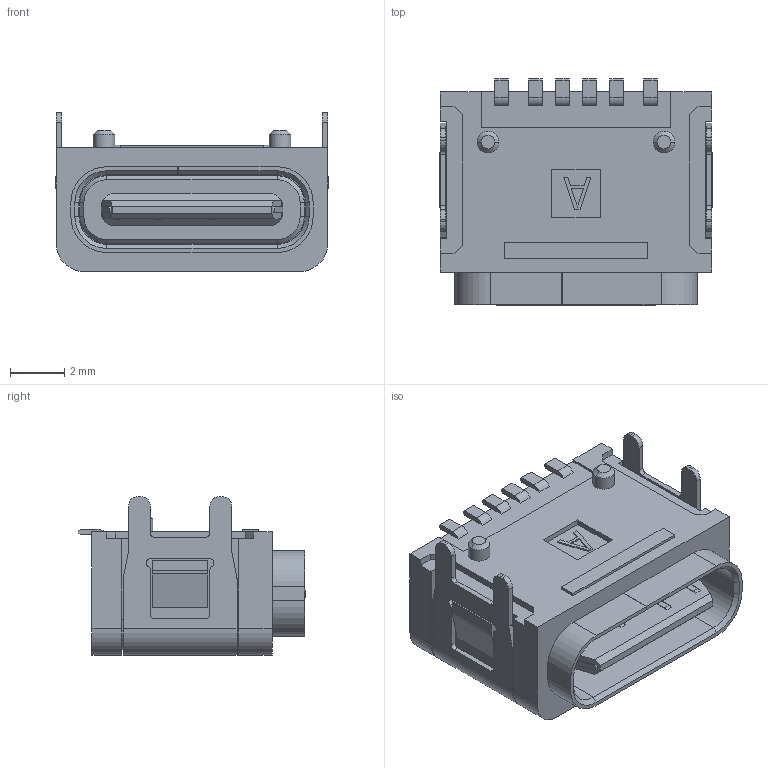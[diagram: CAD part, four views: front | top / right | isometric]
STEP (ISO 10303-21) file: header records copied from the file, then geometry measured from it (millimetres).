
FILE_DESCRIPTION((''),'2;1');
FILE_NAME('HOUSING_31_9_43_4','2020-02-17T',('燠漆顫'),(''),'PRO/ENGINEER BY PARAMETRIC TECHNOLOGY CORPORATION, 2009090','PRO/ENGINEER BY PARAMETRIC TECHNOLOGY CORPORATION, 2009090','');
FILE_SCHEMA(('CONFIG_CONTROL_DESIGN'));
Length unit declared in the file: millimetre
Products named in the file (1): HOUSING_31_9_43_4
Bounding box: 10.05 x 8.34 x 5.86 mm (x, y, z)
Volume: 257.3 mm3; surface area: 680.8 mm2
Topology: 2 solids, 2 shells, 485 faces, 1343 edges, 880 vertices
Faces by surface type: plane 380, cylinder 93, cone 12
Entity records: 15349 total; most frequent: CARTESIAN_POINT 2738, ORIENTED_EDGE 2686, DIRECTION 2507, EDGE_CURVE 1343, VECTOR 1133, LINE 1133, VERTEX_POINT 880, AXIS2_PLACEMENT_3D 687
